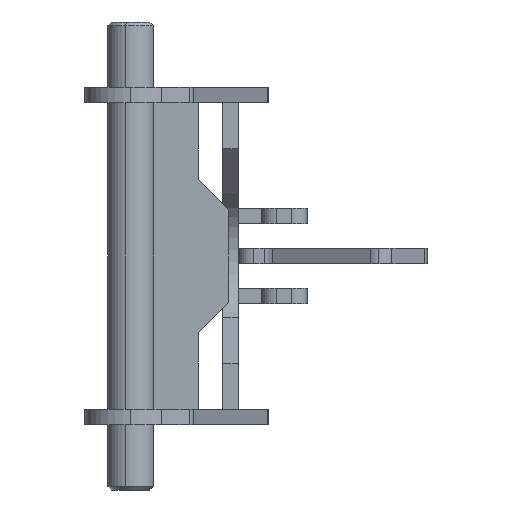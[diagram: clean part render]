
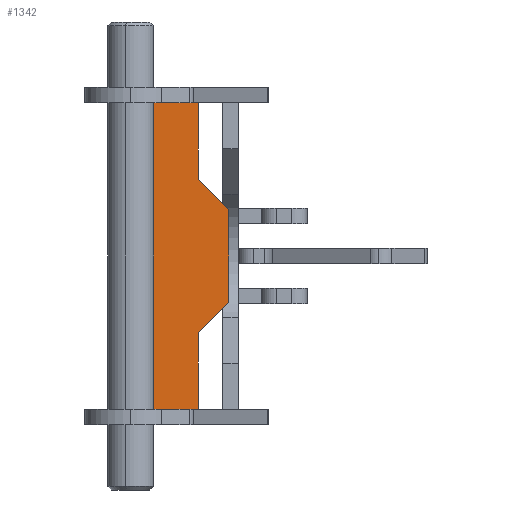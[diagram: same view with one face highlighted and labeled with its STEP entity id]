
A CAD part, left-side view. The second image highlights one B-rep face of the part: STEP entity #1342.
In plain terms, the highlighted face is planar.
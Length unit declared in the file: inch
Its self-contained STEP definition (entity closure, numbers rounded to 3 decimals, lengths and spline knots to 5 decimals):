
#123 = CARTESIAN_POINT ( 'NONE',  ( -0.75, -0.75, 0.125 ) ) ;
#127 = CARTESIAN_POINT ( 'NONE',  ( 2.5, 0.5, 0.125 ) ) ;
#208 = VERTEX_POINT ( 'NONE', #127 ) ;
#257 = VECTOR ( 'NONE', #1868, 39.37008 ) ;
#350 = EDGE_CURVE ( 'NONE', #6227, #2108, #2182, .T. ) ;
#382 = EDGE_CURVE ( 'NONE', #1337, #2856, #3642, .T. ) ;
#422 = EDGE_CURVE ( 'NONE', #3561, #4203, #2585, .T. ) ;
#423 = ORIENTED_EDGE ( 'NONE', *, *, #3474, .T. ) ;
#722 = DIRECTION ( 'NONE',  ( 0., -1., 0. ) ) ;
#727 = ORIENTED_EDGE ( 'NONE', *, *, #5425, .F. ) ;
#831 = EDGE_CURVE ( 'NONE', #2485, #2856, #6126, .T. ) ;
#947 = VECTOR ( 'NONE', #6175, 39.37008 ) ;
#953 = VECTOR ( 'NONE', #5629, 39.37008 ) ;
#997 = CARTESIAN_POINT ( 'NONE',  ( 2.625, 0., 0.125 ) ) ;
#1009 = ORIENTED_EDGE ( 'NONE', *, *, #1625, .F. ) ;
#1060 = CARTESIAN_POINT ( 'NONE',  ( 2.5, 0., 0.125 ) ) ;
#1074 = DIRECTION ( 'NONE',  ( 1., 0., 0. ) ) ;
#1086 = CARTESIAN_POINT ( 'NONE',  ( 2.625, 0., 0.125 ) ) ;
#1231 = CARTESIAN_POINT ( 'NONE',  ( 2.625, 0.5, 0.125 ) ) ;
#1289 = CARTESIAN_POINT ( 'NONE',  ( -1.25, -0.25, 0.125 ) ) ;
#1325 = CARTESIAN_POINT ( 'NONE',  ( -2.5, -0.25, 0.125 ) ) ;
#1329 = VECTOR ( 'NONE', #1074, 39.37008 ) ;
#1330 = FACE_OUTER_BOUND ( 'NONE', #2096, .T. ) ;
#1337 = VERTEX_POINT ( 'NONE', #1231 ) ;
#1342 = ADVANCED_FACE ( 'NONE', ( #1330 ), #3758, .T. ) ;
#1360 = VECTOR ( 'NONE', #2422, 39.37008 ) ;
#1464 = CARTESIAN_POINT ( 'NONE',  ( -2.5, 0.5, 0.125 ) ) ;
#1587 = CARTESIAN_POINT ( 'NONE',  ( 2.5, 0.75, 0.125 ) ) ;
#1589 = EDGE_CURVE ( 'NONE', #5375, #208, #5639, .T. ) ;
#1625 = EDGE_CURVE ( 'NONE', #2315, #6550, #4636, .T. ) ;
#1671 = EDGE_CURVE ( 'NONE', #2315, #2588, #1894, .T. ) ;
#1705 = CARTESIAN_POINT ( 'NONE',  ( -2.5, 0., 0.125 ) ) ;
#1706 = LINE ( 'NONE', #3274, #5152 ) ;
#1808 = CARTESIAN_POINT ( 'NONE',  ( 0., 0., 0.125 ) ) ;
#1868 = DIRECTION ( 'NONE',  ( 1., 0., 0. ) ) ;
#1894 = LINE ( 'NONE', #2833, #1360 ) ;
#1904 = VECTOR ( 'NONE', #2657, 39.37008 ) ;
#1950 = VERTEX_POINT ( 'NONE', #123 ) ;
#2090 = DIRECTION ( 'NONE',  ( 0., -1., 0. ) ) ;
#2096 = EDGE_LOOP ( 'NONE', ( #2306, #2396, #6334, #4525, #4267, #727, #5886, #4281, #2929, #6177, #5017, #4785, #6169, #423, #1009, #2648 ) ) ;
#2108 = VERTEX_POINT ( 'NONE', #3899 ) ;
#2117 = DIRECTION ( 'NONE',  ( -1., 0., 0. ) ) ;
#2182 = LINE ( 'NONE', #6209, #947 ) ;
#2224 = DIRECTION ( 'NONE',  ( -0.707, 0.707, 0. ) ) ;
#2306 = ORIENTED_EDGE ( 'NONE', *, *, #2572, .F. ) ;
#2315 = VERTEX_POINT ( 'NONE', #2523 ) ;
#2316 = VECTOR ( 'NONE', #722, 39.37008 ) ;
#2319 = EDGE_CURVE ( 'NONE', #1950, #6413, #2556, .T. ) ;
#2341 = VECTOR ( 'NONE', #4743, 39.37008 ) ;
#2344 = CARTESIAN_POINT ( 'NONE',  ( 2.5, -0.25, 0.125 ) ) ;
#2396 = ORIENTED_EDGE ( 'NONE', *, *, #4180, .F. ) ;
#2422 = DIRECTION ( 'NONE',  ( 0., -1., 0. ) ) ;
#2485 = VERTEX_POINT ( 'NONE', #1060 ) ;
#2523 = CARTESIAN_POINT ( 'NONE',  ( -2.5, 0., 0.125 ) ) ;
#2548 = VERTEX_POINT ( 'NONE', #4105 ) ;
#2556 = LINE ( 'NONE', #6552, #5591 ) ;
#2568 = EDGE_CURVE ( 'NONE', #4203, #6413, #3335, .T. ) ;
#2572 = EDGE_CURVE ( 'NONE', #4432, #2588, #4354, .T. ) ;
#2585 = LINE ( 'NONE', #5638, #3687 ) ;
#2588 = VERTEX_POINT ( 'NONE', #1325 ) ;
#2634 = CARTESIAN_POINT ( 'NONE',  ( 0.75, -0.75, 0.125 ) ) ;
#2648 = ORIENTED_EDGE ( 'NONE', *, *, #1671, .T. ) ;
#2657 = DIRECTION ( 'NONE',  ( -1., 0., 0. ) ) ;
#2833 = CARTESIAN_POINT ( 'NONE',  ( -2.5, 0., 0.125 ) ) ;
#2856 = VERTEX_POINT ( 'NONE', #997 ) ;
#2874 = CARTESIAN_POINT ( 'NONE',  ( 1.25, -0.25, 0.125 ) ) ;
#2879 = AXIS2_PLACEMENT_3D ( 'NONE', #1808, #4288, #3268 ) ;
#2929 = ORIENTED_EDGE ( 'NONE', *, *, #5576, .F. ) ;
#3029 = CARTESIAN_POINT ( 'NONE',  ( -1.25, -0.25, 0.125 ) ) ;
#3047 = CARTESIAN_POINT ( 'NONE',  ( 0., 0.75, 0.125 ) ) ;
#3150 = CARTESIAN_POINT ( 'NONE',  ( 2.5, 0., 0.125 ) ) ;
#3258 = CARTESIAN_POINT ( 'NONE',  ( 1.25, -0.25, 0.125 ) ) ;
#3268 = DIRECTION ( 'NONE',  ( 1., 0., 0. ) ) ;
#3274 = CARTESIAN_POINT ( 'NONE',  ( -2.625, 0., 0.125 ) ) ;
#3307 = EDGE_CURVE ( 'NONE', #2548, #5375, #4123, .T. ) ;
#3335 = LINE ( 'NONE', #3258, #4779 ) ;
#3348 = LINE ( 'NONE', #1705, #4121 ) ;
#3474 = EDGE_CURVE ( 'NONE', #2108, #6550, #1706, .T. ) ;
#3561 = VERTEX_POINT ( 'NONE', #2344 ) ;
#3603 = CARTESIAN_POINT ( 'NONE',  ( 0., 0., 0.125 ) ) ;
#3618 = LINE ( 'NONE', #4609, #6304 ) ;
#3642 = LINE ( 'NONE', #1086, #3917 ) ;
#3687 = VECTOR ( 'NONE', #2117, 39.37008 ) ;
#3726 = DIRECTION ( 'NONE',  ( 0., -1., 0. ) ) ;
#3758 = PLANE ( 'NONE',  #2879 ) ;
#3816 = VECTOR ( 'NONE', #2224, 39.37008 ) ;
#3895 = DIRECTION ( 'NONE',  ( 1., 0., 0. ) ) ;
#3899 = CARTESIAN_POINT ( 'NONE',  ( -2.625, 0.5, 0.125 ) ) ;
#3917 = VECTOR ( 'NONE', #6137, 39.37008 ) ;
#4105 = CARTESIAN_POINT ( 'NONE',  ( -2.5, 0.75, 0.125 ) ) ;
#4121 = VECTOR ( 'NONE', #3726, 39.37008 ) ;
#4123 = LINE ( 'NONE', #3047, #1329 ) ;
#4180 = EDGE_CURVE ( 'NONE', #1950, #4432, #5389, .T. ) ;
#4203 = VERTEX_POINT ( 'NONE', #2874 ) ;
#4267 = ORIENTED_EDGE ( 'NONE', *, *, #422, .F. ) ;
#4281 = ORIENTED_EDGE ( 'NONE', *, *, #382, .F. ) ;
#4283 = CARTESIAN_POINT ( 'NONE',  ( -2.5, -0.25, 0.125 ) ) ;
#4288 = DIRECTION ( 'NONE',  ( 0., 0., 1. ) ) ;
#4354 = LINE ( 'NONE', #4283, #2341 ) ;
#4432 = VERTEX_POINT ( 'NONE', #3029 ) ;
#4525 = ORIENTED_EDGE ( 'NONE', *, *, #2568, .F. ) ;
#4609 = CARTESIAN_POINT ( 'NONE',  ( 2.5, 0., 0.125 ) ) ;
#4636 = LINE ( 'NONE', #5176, #1904 ) ;
#4743 = DIRECTION ( 'NONE',  ( -1., 0., 0. ) ) ;
#4779 = VECTOR ( 'NONE', #5390, 39.37008 ) ;
#4785 = ORIENTED_EDGE ( 'NONE', *, *, #5119, .T. ) ;
#4788 = CARTESIAN_POINT ( 'NONE',  ( 0., 0.5, 0.125 ) ) ;
#4798 = DIRECTION ( 'NONE',  ( 0., -1., 0. ) ) ;
#4821 = LINE ( 'NONE', #4788, #257 ) ;
#5017 = ORIENTED_EDGE ( 'NONE', *, *, #3307, .F. ) ;
#5119 = EDGE_CURVE ( 'NONE', #2548, #6227, #3348, .T. ) ;
#5152 = VECTOR ( 'NONE', #4798, 39.37008 ) ;
#5176 = CARTESIAN_POINT ( 'NONE',  ( 0., 0., 0.125 ) ) ;
#5375 = VERTEX_POINT ( 'NONE', #1587 ) ;
#5389 = LINE ( 'NONE', #1289, #3816 ) ;
#5390 = DIRECTION ( 'NONE',  ( -0.707, -0.707, 0. ) ) ;
#5425 = EDGE_CURVE ( 'NONE', #2485, #3561, #3618, .T. ) ;
#5576 = EDGE_CURVE ( 'NONE', #208, #1337, #4821, .T. ) ;
#5591 = VECTOR ( 'NONE', #3895, 39.37008 ) ;
#5629 = DIRECTION ( 'NONE',  ( 1., 0., 0. ) ) ;
#5638 = CARTESIAN_POINT ( 'NONE',  ( 2.5, -0.25, 0.125 ) ) ;
#5639 = LINE ( 'NONE', #3150, #2316 ) ;
#5886 = ORIENTED_EDGE ( 'NONE', *, *, #831, .T. ) ;
#6126 = LINE ( 'NONE', #3603, #953 ) ;
#6137 = DIRECTION ( 'NONE',  ( 0., -1., 0. ) ) ;
#6169 = ORIENTED_EDGE ( 'NONE', *, *, #350, .T. ) ;
#6175 = DIRECTION ( 'NONE',  ( -1., 0., 0. ) ) ;
#6177 = ORIENTED_EDGE ( 'NONE', *, *, #1589, .F. ) ;
#6209 = CARTESIAN_POINT ( 'NONE',  ( 0., 0.5, 0.125 ) ) ;
#6227 = VERTEX_POINT ( 'NONE', #1464 ) ;
#6304 = VECTOR ( 'NONE', #2090, 39.37008 ) ;
#6334 = ORIENTED_EDGE ( 'NONE', *, *, #2319, .T. ) ;
#6404 = CARTESIAN_POINT ( 'NONE',  ( -2.625, 0., 0.125 ) ) ;
#6413 = VERTEX_POINT ( 'NONE', #2634 ) ;
#6550 = VERTEX_POINT ( 'NONE', #6404 ) ;
#6552 = CARTESIAN_POINT ( 'NONE',  ( 0., -0.75, 0.125 ) ) ;
